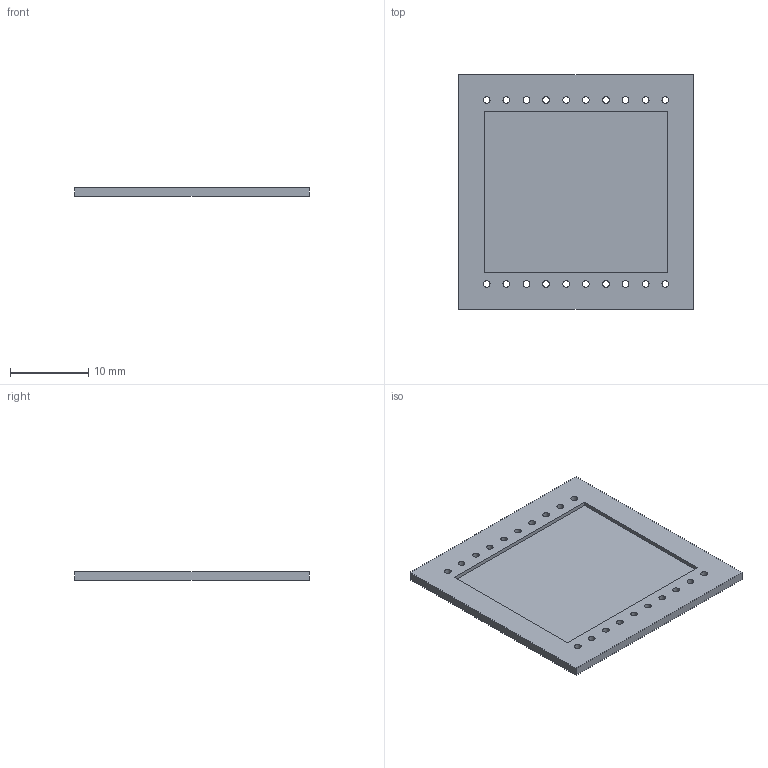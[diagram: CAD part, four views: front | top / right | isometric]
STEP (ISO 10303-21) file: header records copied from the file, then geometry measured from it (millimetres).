
FILE_DESCRIPTION(('FreeCAD Model'),'2;1');
FILE_NAME('substrate-outline.step','2020-11-24T10:17:25',('Author'),( ''),'Open CASCADE STEP processor 7.3','FreeCAD','Unknown');
FILE_SCHEMA(('AUTOMOTIVE_DESIGN { 1 0 10303 214 1 1 1 1 }'));
Length unit declared in the file: millimetre
Products named in the file (1): difference020
Bounding box: 30 x 30 x 1.1 mm (x, y, z)
Volume: 736.8 mm3; surface area: 2012 mm2
Topology: 1 solids, 1 shells, 31 faces, 84 edges, 56 vertices
Faces by surface type: cylinder 20, plane 11
Full cylindrical faces by diameter (mm): 0.846 x20
Entity records: 2391 total; most frequent: CARTESIAN_POINT 348, DIRECTION 348, ORIENTED_EDGE 168, PCURVE 168, DEFINITIONAL_REPRESENTATION 168, LINE 164, VECTOR 164, EDGE_CURVE 84
